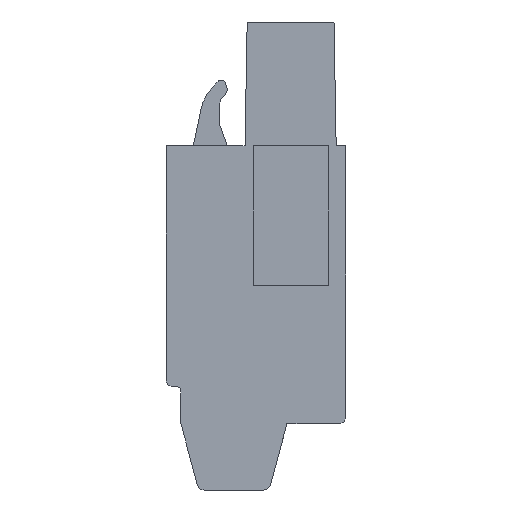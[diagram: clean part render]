
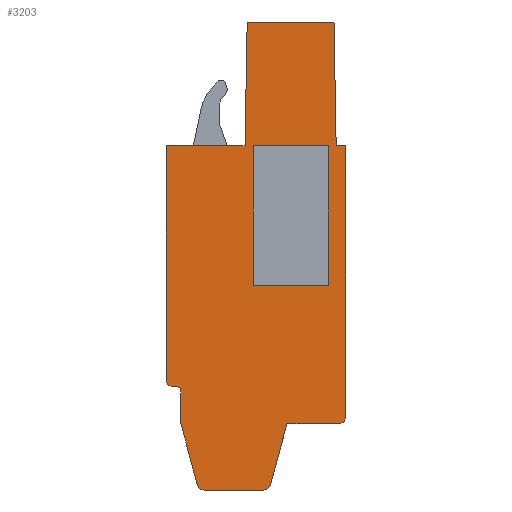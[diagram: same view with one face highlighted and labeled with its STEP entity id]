
A CAD part, left-side view. The second image highlights one B-rep face of the part: STEP entity #3203.
In plain terms, the highlighted planar face has unit normal (-1, 0, 0).
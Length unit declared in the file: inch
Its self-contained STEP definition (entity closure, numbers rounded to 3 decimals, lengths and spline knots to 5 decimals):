
#40=DIRECTION('',(0.,-0.017,-1.));
#41=VECTOR('',#40,0.33076);
#42=CARTESIAN_POINT('',(0.,0.0315,1.25197));
#43=LINE('',#42,#41);
#44=DIRECTION('',(0.,-1.,0.));
#45=VECTOR('',#44,0.02572);
#46=CARTESIAN_POINT('',(0.,0.02572,0.92126));
#47=LINE('',#46,#45);
#48=DIRECTION('',(0.,0.,-1.));
#49=VECTOR('',#48,0.72441);
#50=CARTESIAN_POINT('',(0.,0.,0.92126));
#51=LINE('',#50,#49);
#52=CARTESIAN_POINT('',(0.,0.01969,0.19685));
#53=DIRECTION('',(1.,0.,0.));
#54=DIRECTION('',(0.,-1.,0.));
#55=AXIS2_PLACEMENT_3D('',#52,#53,#54);
#57=DIRECTION('',(0.,1.,0.));
#58=VECTOR('',#57,0.1378);
#59=CARTESIAN_POINT('',(0.,0.01969,0.17717));
#60=LINE('',#59,#58);
#61=DIRECTION('',(0.,0.259,-0.966));
#62=VECTOR('',#61,0.16831);
#63=CARTESIAN_POINT('',(0.,0.15748,0.17717));
#64=LINE('',#63,#62);
#65=CARTESIAN_POINT('',(0.,0.22006,0.01969));
#66=DIRECTION('',(1.,0.,0.));
#67=DIRECTION('',(0.,-0.966,-0.259));
#68=AXIS2_PLACEMENT_3D('',#65,#66,#67);
#70=DIRECTION('',(0.,1.,0.));
#71=VECTOR('',#70,0.15831);
#72=CARTESIAN_POINT('',(0.,0.22006,0.));
#73=LINE('',#72,#71);
#74=CARTESIAN_POINT('',(0.,0.37837,0.01969));
#75=DIRECTION('',(1.,0.,0.));
#76=DIRECTION('',(0.,0.,-1.));
#77=AXIS2_PLACEMENT_3D('',#74,#75,#76);
#79=DIRECTION('',(0.,0.259,0.966));
#80=VECTOR('',#79,0.16831);
#81=CARTESIAN_POINT('',(0.,0.39738,0.01459));
#82=LINE('',#81,#80);
#83=DIRECTION('',(0.,0.,1.));
#84=VECTOR('',#83,0.09055);
#85=CARTESIAN_POINT('',(0.,0.44094,0.17717));
#86=LINE('',#85,#84);
#87=CARTESIAN_POINT('',(0.,0.44882,0.26772));
#88=DIRECTION('',(-1.,0.,0.));
#89=DIRECTION('',(0.,-1.,0.));
#90=AXIS2_PLACEMENT_3D('',#87,#88,#89);
#92=DIRECTION('',(0.,1.,0.));
#93=VECTOR('',#92,0.01181);
#94=CARTESIAN_POINT('',(0.,0.44882,0.27559));
#95=LINE('',#94,#93);
#96=CARTESIAN_POINT('',(0.,0.46063,0.29528));
#97=DIRECTION('',(1.,0.,0.));
#98=DIRECTION('',(0.,0.,-1.));
#99=AXIS2_PLACEMENT_3D('',#96,#97,#98);
#101=DIRECTION('',(0.,0.,1.));
#102=VECTOR('',#101,0.62598);
#103=CARTESIAN_POINT('',(0.,0.48031,0.29528));
#104=LINE('',#103,#102);
#105=DIRECTION('',(0.,-1.,0.));
#106=VECTOR('',#105,0.21076);
#107=CARTESIAN_POINT('',(0.,0.48031,0.92126));
#108=LINE('',#107,#106);
#109=DIRECTION('',(0.,-0.017,1.));
#110=VECTOR('',#109,0.33076);
#111=CARTESIAN_POINT('',(0.,0.26955,0.92126));
#112=LINE('',#111,#110);
#113=DIRECTION('',(0.,-1.,0.));
#114=VECTOR('',#113,0.23228);
#115=CARTESIAN_POINT('',(0.,0.26378,1.25197));
#116=LINE('',#115,#114);
#117=DIRECTION('',(0.,1.,0.));
#118=VECTOR('',#117,0.20079);
#119=CARTESIAN_POINT('',(0.,0.04724,0.92126));
#120=LINE('',#119,#118);
#121=DIRECTION('',(0.,0.,1.));
#122=VECTOR('',#121,0.37402);
#123=CARTESIAN_POINT('',(0.,0.24803,0.54724));
#124=LINE('',#123,#122);
#125=DIRECTION('',(0.,1.,0.));
#126=VECTOR('',#125,0.20079);
#127=CARTESIAN_POINT('',(0.,0.04724,0.54724));
#128=LINE('',#127,#126);
#129=DIRECTION('',(0.,0.,1.));
#130=VECTOR('',#129,0.37402);
#131=CARTESIAN_POINT('',(0.,0.04724,0.54724));
#132=LINE('',#131,#130);
#2430=CARTESIAN_POINT('',(0.,0.0315,1.25197));
#2431=CARTESIAN_POINT('',(0.,0.02572,0.92126));
#2432=VERTEX_POINT('',#2430);
#2433=VERTEX_POINT('',#2431);
#2434=CARTESIAN_POINT('',(0.,0.,0.92126));
#2435=VERTEX_POINT('',#2434);
#2436=CARTESIAN_POINT('',(0.,0.,0.19685));
#2437=VERTEX_POINT('',#2436);
#2438=CARTESIAN_POINT('',(0.,0.01969,0.17717));
#2439=VERTEX_POINT('',#2438);
#2440=CARTESIAN_POINT('',(0.,0.15748,0.17717));
#2441=VERTEX_POINT('',#2440);
#2442=CARTESIAN_POINT('',(0.,0.20104,0.01459));
#2443=VERTEX_POINT('',#2442);
#2444=CARTESIAN_POINT('',(0.,0.22006,0.));
#2445=VERTEX_POINT('',#2444);
#2446=CARTESIAN_POINT('',(0.,0.37837,0.));
#2447=VERTEX_POINT('',#2446);
#2448=CARTESIAN_POINT('',(0.,0.39738,0.01459));
#2449=VERTEX_POINT('',#2448);
#2450=CARTESIAN_POINT('',(0.,0.44094,0.17717));
#2451=VERTEX_POINT('',#2450);
#2452=CARTESIAN_POINT('',(0.,0.44094,0.26772));
#2453=VERTEX_POINT('',#2452);
#2454=CARTESIAN_POINT('',(0.,0.44882,0.27559));
#2455=VERTEX_POINT('',#2454);
#2456=CARTESIAN_POINT('',(0.,0.46063,0.27559));
#2457=VERTEX_POINT('',#2456);
#2458=CARTESIAN_POINT('',(0.,0.48031,0.29528));
#2459=VERTEX_POINT('',#2458);
#2460=CARTESIAN_POINT('',(0.,0.48031,0.92126));
#2461=VERTEX_POINT('',#2460);
#2462=CARTESIAN_POINT('',(0.,0.26955,0.92126));
#2463=VERTEX_POINT('',#2462);
#2464=CARTESIAN_POINT('',(0.,0.26378,1.25197));
#2465=VERTEX_POINT('',#2464);
#3078=CARTESIAN_POINT('',(0.,0.04724,0.92126));
#3079=CARTESIAN_POINT('',(0.,0.24803,0.92126));
#3080=VERTEX_POINT('',#3078);
#3081=VERTEX_POINT('',#3079);
#3082=CARTESIAN_POINT('',(0.,0.04724,0.54724));
#3083=CARTESIAN_POINT('',(0.,0.24803,0.54724));
#3084=VERTEX_POINT('',#3082);
#3085=VERTEX_POINT('',#3083);
#3150=CARTESIAN_POINT('',(0.,0.,0.));
#3151=DIRECTION('',(1.,0.,0.));
#3152=DIRECTION('',(0.,0.,-1.));
#3153=AXIS2_PLACEMENT_3D('',#3150,#3151,#3152);
#3154=PLANE('',#3153);
#3156=ORIENTED_EDGE('',*,*,#3155,.T.);
#3158=ORIENTED_EDGE('',*,*,#3157,.T.);
#3160=ORIENTED_EDGE('',*,*,#3159,.T.);
#3162=ORIENTED_EDGE('',*,*,#3161,.T.);
#3164=ORIENTED_EDGE('',*,*,#3163,.T.);
#3166=ORIENTED_EDGE('',*,*,#3165,.T.);
#3168=ORIENTED_EDGE('',*,*,#3167,.T.);
#3170=ORIENTED_EDGE('',*,*,#3169,.T.);
#3172=ORIENTED_EDGE('',*,*,#3171,.T.);
#3174=ORIENTED_EDGE('',*,*,#3173,.T.);
#3176=ORIENTED_EDGE('',*,*,#3175,.T.);
#3178=ORIENTED_EDGE('',*,*,#3177,.T.);
#3180=ORIENTED_EDGE('',*,*,#3179,.T.);
#3182=ORIENTED_EDGE('',*,*,#3181,.T.);
#3184=ORIENTED_EDGE('',*,*,#3183,.T.);
#3186=ORIENTED_EDGE('',*,*,#3185,.T.);
#3188=ORIENTED_EDGE('',*,*,#3187,.T.);
#3190=ORIENTED_EDGE('',*,*,#3189,.T.);
#3191=EDGE_LOOP('',(#3156,#3158,#3160,#3162,#3164,#3166,#3168,#3170,#3172,#3174,
#3176,#3178,#3180,#3182,#3184,#3186,#3188,#3190));
#3192=FACE_OUTER_BOUND('',#3191,.F.);
#3194=ORIENTED_EDGE('',*,*,#3193,.T.);
#3196=ORIENTED_EDGE('',*,*,#3195,.F.);
#3198=ORIENTED_EDGE('',*,*,#3197,.F.);
#3200=ORIENTED_EDGE('',*,*,#3199,.T.);
#3201=EDGE_LOOP('',(#3194,#3196,#3198,#3200));
#3202=FACE_BOUND('',#3201,.F.);
#3203=ADVANCED_FACE('',(#3192,#3202),#3154,.F.);
#56=CIRCLE('',#55,0.01969);
#69=CIRCLE('',#68,0.01969);
#78=CIRCLE('',#77,0.01969);
#91=CIRCLE('',#90,0.00787);
#100=CIRCLE('',#99,0.01969);
#3155=EDGE_CURVE('',#2432,#2433,#43,.T.);
#3157=EDGE_CURVE('',#2433,#2435,#47,.T.);
#3159=EDGE_CURVE('',#2435,#2437,#51,.T.);
#3161=EDGE_CURVE('',#2437,#2439,#56,.T.);
#3163=EDGE_CURVE('',#2439,#2441,#60,.T.);
#3165=EDGE_CURVE('',#2441,#2443,#64,.T.);
#3167=EDGE_CURVE('',#2443,#2445,#69,.T.);
#3169=EDGE_CURVE('',#2445,#2447,#73,.T.);
#3171=EDGE_CURVE('',#2447,#2449,#78,.T.);
#3173=EDGE_CURVE('',#2449,#2451,#82,.T.);
#3175=EDGE_CURVE('',#2451,#2453,#86,.T.);
#3177=EDGE_CURVE('',#2453,#2455,#91,.T.);
#3179=EDGE_CURVE('',#2455,#2457,#95,.T.);
#3181=EDGE_CURVE('',#2457,#2459,#100,.T.);
#3183=EDGE_CURVE('',#2459,#2461,#104,.T.);
#3185=EDGE_CURVE('',#2461,#2463,#108,.T.);
#3187=EDGE_CURVE('',#2463,#2465,#112,.T.);
#3189=EDGE_CURVE('',#2465,#2432,#116,.T.);
#3193=EDGE_CURVE('',#3080,#3081,#120,.T.);
#3195=EDGE_CURVE('',#3085,#3081,#124,.T.);
#3197=EDGE_CURVE('',#3084,#3085,#128,.T.);
#3199=EDGE_CURVE('',#3084,#3080,#132,.T.);
